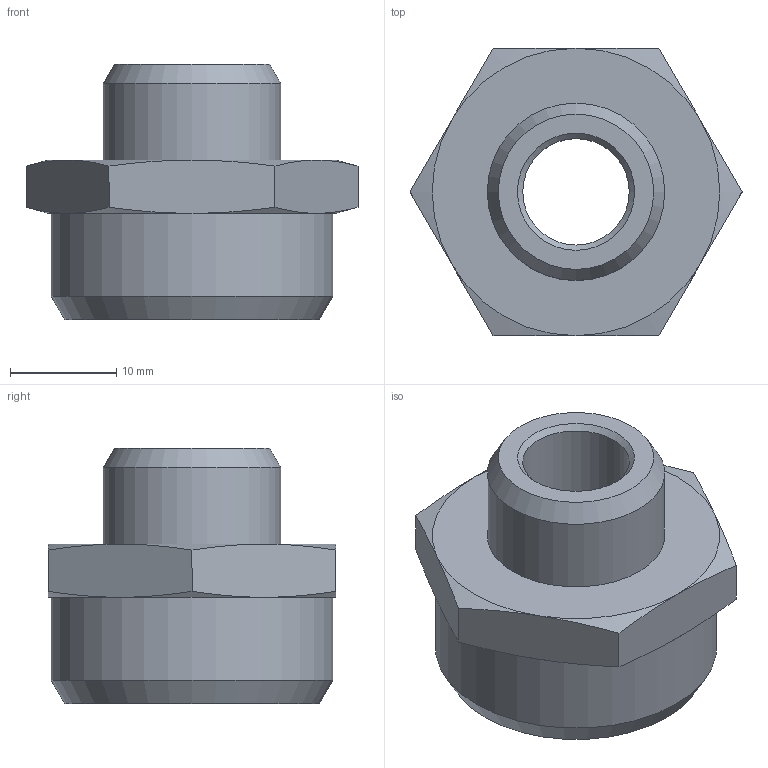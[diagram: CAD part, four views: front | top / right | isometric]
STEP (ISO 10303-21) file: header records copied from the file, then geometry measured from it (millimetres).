
FILE_DESCRIPTION(( 'RX.12.38.34.STP' ), '1');
FILE_NAME( 'RX.12.38.34.STP', '2018-10-10T10:53:21',( 'Sopra'),('sopra-pneumatic.com'), 'SwSTEP 2.0','SolidWorks 2009','' );
FILE_SCHEMA (('AUTOMOTIVE_DESIGN { 1 0 10303 214 1 1 1 1 }'));
Length unit declared in the file: millimetre
Products named in the file (2): Root; 401510
Assembly tree (1 placements, depth 2):
  Root
    401510
Bounding box: 31.18 x 27 x 24 mm (x, y, z)
Volume: 6378 mm3; surface area: 3648.9 mm2
Topology: 1 solids, 1 shells, 31 faces, 67 edges, 40 vertices
Faces by surface type: cone 17, plane 10, cylinder 4
Full cylindrical faces by diameter (mm): 10 x1, 16.66 x1, 17.2 x1, 26.44 x1
Entity records: 1356 total; most frequent: DIRECTION 168, CARTESIAN_POINT 123, PRESENTATION_STYLE_ASSIGNMENT 109, COLOUR_RGB 109, DRAUGHTING_PRE_DEFINED_CURVE_FONT 108, CURVE_STYLE 108, OVER_RIDING_STYLED_ITEM 108, ORIENTED_EDGE 108
